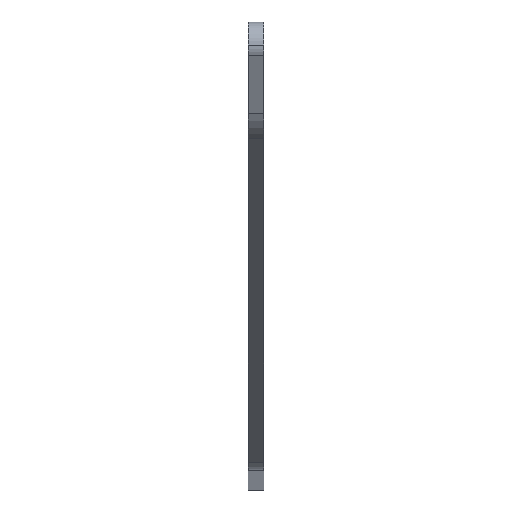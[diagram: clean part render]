
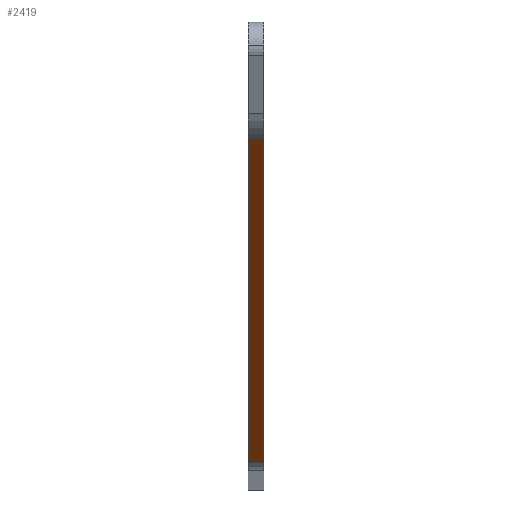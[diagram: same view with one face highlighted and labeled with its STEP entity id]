
A CAD part, top view. The second image highlights one B-rep face of the part: STEP entity #2419.
In plain terms, the highlighted planar face has unit normal (0, -0.858, 0.514).
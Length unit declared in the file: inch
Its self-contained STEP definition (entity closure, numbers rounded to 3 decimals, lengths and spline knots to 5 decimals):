
#208 = VERTEX_POINT ( 'NONE', #1011 ) ;
#311 = DIRECTION ( 'NONE',  ( 1., 0., 0. ) ) ;
#438 = DIRECTION ( 'NONE',  ( 0., 0.514, 0.858 ) ) ;
#551 = ORIENTED_EDGE ( 'NONE', *, *, #2688, .T. ) ;
#560 = VERTEX_POINT ( 'NONE', #2266 ) ;
#572 = CARTESIAN_POINT ( 'NONE',  ( -2.90308, 41.56499, -7.28155 ) ) ;
#964 = CARTESIAN_POINT ( 'NONE',  ( -3.15308, 41.41849, -7.52623 ) ) ;
#1011 = CARTESIAN_POINT ( 'NONE',  ( -3.15308, 36.18784, -16.26252 ) ) ;
#1270 = EDGE_CURVE ( 'NONE', #3837, #560, #1791, .T. ) ;
#1396 = CARTESIAN_POINT ( 'NONE',  ( -3.15308, 41.56499, -7.28155 ) ) ;
#1428 = PLANE ( 'NONE',  #1616 ) ;
#1521 = EDGE_LOOP ( 'NONE', ( #3232, #2416, #3468, #551 ) ) ;
#1616 = AXIS2_PLACEMENT_3D ( 'NONE', #2675, #3226, #438 ) ;
#1791 = LINE ( 'NONE', #572, #3546 ) ;
#1967 = CARTESIAN_POINT ( 'NONE',  ( -2.90308, 41.41849, -7.52623 ) ) ;
#1976 = FACE_OUTER_BOUND ( 'NONE', #1521, .T. ) ;
#2166 = EDGE_CURVE ( 'NONE', #3837, #2223, #3142, .T. ) ;
#2201 = DIRECTION ( 'NONE',  ( -1., 0., 0. ) ) ;
#2223 = VERTEX_POINT ( 'NONE', #964 ) ;
#2266 = CARTESIAN_POINT ( 'NONE',  ( -2.90308, 36.18784, -16.26252 ) ) ;
#2416 = ORIENTED_EDGE ( 'NONE', *, *, #2166, .T. ) ;
#2419 = ADVANCED_FACE ( 'NONE', ( #1976 ), #1428, .F. ) ;
#2492 = CARTESIAN_POINT ( 'NONE',  ( -2.90308, 41.41849, -7.52623 ) ) ;
#2675 = CARTESIAN_POINT ( 'NONE',  ( -2.90308, 41.56499, -7.28155 ) ) ;
#2688 = EDGE_CURVE ( 'NONE', #208, #560, #3758, .T. ) ;
#2971 = VECTOR ( 'NONE', #3217, 39.37008 ) ;
#2989 = VECTOR ( 'NONE', #311, 39.37008 ) ;
#3033 = VECTOR ( 'NONE', #2201, 39.37008 ) ;
#3142 = LINE ( 'NONE', #2492, #3033 ) ;
#3197 = LINE ( 'NONE', #1396, #2971 ) ;
#3217 = DIRECTION ( 'NONE',  ( 0., -0.514, -0.858 ) ) ;
#3226 = DIRECTION ( 'NONE',  ( 0., 0.858, -0.514 ) ) ;
#3232 = ORIENTED_EDGE ( 'NONE', *, *, #1270, .F. ) ;
#3307 = DIRECTION ( 'NONE',  ( 0., -0.514, -0.858 ) ) ;
#3468 = ORIENTED_EDGE ( 'NONE', *, *, #3749, .T. ) ;
#3546 = VECTOR ( 'NONE', #3307, 39.37008 ) ;
#3749 = EDGE_CURVE ( 'NONE', #2223, #208, #3197, .T. ) ;
#3758 = LINE ( 'NONE', #3777, #2989 ) ;
#3777 = CARTESIAN_POINT ( 'NONE',  ( -2.90308, 36.18784, -16.26252 ) ) ;
#3837 = VERTEX_POINT ( 'NONE', #1967 ) ;
